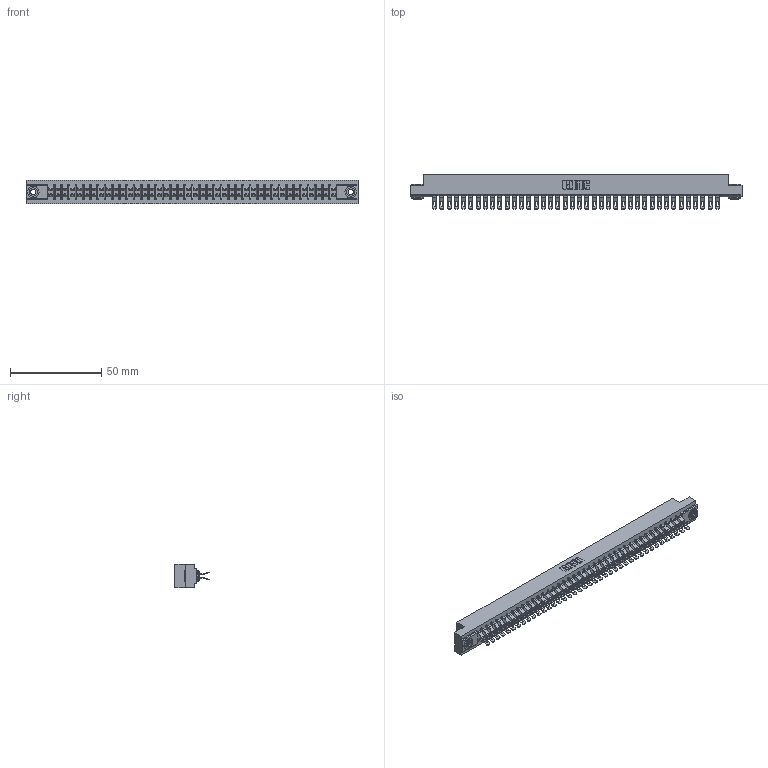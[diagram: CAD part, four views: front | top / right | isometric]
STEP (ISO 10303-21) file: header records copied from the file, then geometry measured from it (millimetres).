
FILE_DESCRIPTION (( 'STEP AP203' ), '1' );
FILE_NAME ('357-080-555-203.STEP', '2018-08-12T23:33:34', ( '' ), ( '' ), 'SwSTEP 2.0', 'SolidWorks 2016', '' );
FILE_SCHEMA (( 'CONFIG_CONTROL_DESIGN' ));
Length unit declared in the file: inch
Products named in the file (4): 307 Part_.156 Dia Mounting Holes; 307-290-001_555; 345-250-002_345-250-002-102; 357-080-555-203
Assembly tree (83 placements, depth 2):
  357-080-555-203
    307 Part_.156 Dia Mounting Holes
    307-290-001_555  x80
    345-250-002_345-250-002-102  x2
Bounding box: 181.51 x 18.75 x 12.7 mm (x, y, z)
Volume: 19526.8 mm3; surface area: 25425.1 mm2
Topology: 83 solids, 83 shells, 5091 faces, 14915 edges, 9722 vertices
Faces by surface type: plane 2814, cylinder 2187, sphere 82, cone 8
Entity records: 37420 total; most frequent: CARTESIAN_POINT 6109, ORIENTED_EDGE 6048, DIRECTION 6006, EDGE_CURVE 3024, LINE 2300, VECTOR 2300, VERTEX_POINT 1956, AXIS2_PLACEMENT_3D 1853
